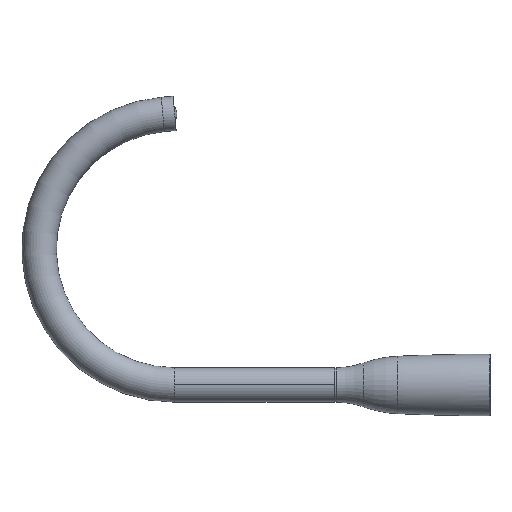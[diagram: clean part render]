
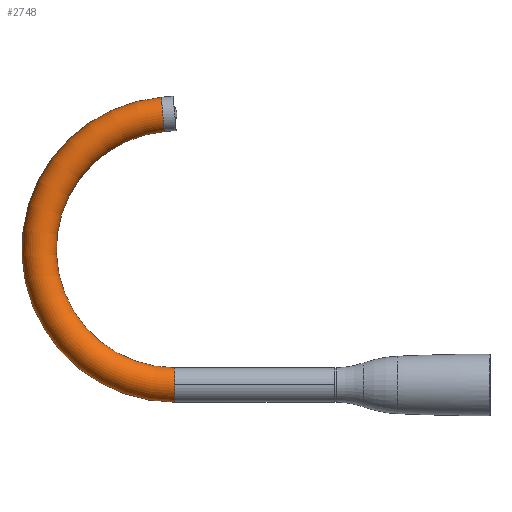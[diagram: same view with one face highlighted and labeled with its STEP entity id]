
A CAD part, left-side view. The second image highlights one B-rep face of the part: STEP entity #2748.
In plain terms, the highlighted toroidal (fillet/blend) face has major radius 110 mm and minor radius 14 mm.
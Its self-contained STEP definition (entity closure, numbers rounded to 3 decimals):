
#132 = CARTESIAN_POINT ( 'NONE',  ( 0., 130., 14. ) ) ;
#195 = EDGE_LOOP ( 'NONE', ( #628, #15182, #8346, #6114, #9344 ) ) ;
#275 = TOROIDAL_SURFACE ( 'NONE', #19228, 110., 14. ) ;
#536 = DIRECTION ( 'NONE',  ( 0., 0., 1. ) ) ;
#628 = ORIENTED_EDGE ( 'NONE', *, *, #6771, .F. ) ;
#1377 = AXIS2_PLACEMENT_3D ( 'NONE', #2581, #14848, #2471 ) ;
#1596 = EDGE_CURVE ( 'NONE', #4451, #10883, #9001, .T. ) ;
#2072 = VERTEX_POINT ( 'NONE', #132 ) ;
#2471 = DIRECTION ( 'NONE',  ( -1., 0., 0. ) ) ;
#2513 = AXIS2_PLACEMENT_3D ( 'NONE', #5246, #17313, #14259 ) ;
#2581 = CARTESIAN_POINT ( 'NONE',  ( 110., 130., 0. ) ) ;
#2748 = ADVANCED_FACE ( 'NONE', ( #6435 ), #275, .T. ) ;
#4161 = VERTEX_POINT ( 'NONE', #8277 ) ;
#4299 = CARTESIAN_POINT ( 'NONE',  ( 205.635, 138.367, 0. ) ) ;
#4451 = VERTEX_POINT ( 'NONE', #19393 ) ;
#5246 = CARTESIAN_POINT ( 'NONE',  ( 219.581, 139.587, 0. ) ) ;
#5324 = EDGE_CURVE ( 'NONE', #2072, #4451, #13628, .T. ) ;
#6114 = ORIENTED_EDGE ( 'NONE', *, *, #1596, .T. ) ;
#6435 = FACE_OUTER_BOUND ( 'NONE', #195, .T. ) ;
#6491 = CARTESIAN_POINT ( 'NONE',  ( 0., 130., 0. ) ) ;
#6771 = EDGE_CURVE ( 'NONE', #7586, #4161, #18444, .T. ) ;
#7586 = VERTEX_POINT ( 'NONE', #18883 ) ;
#7799 = DIRECTION ( 'NONE',  ( 0., 0., -1. ) ) ;
#8067 = DIRECTION ( 'NONE',  ( 0., 1., 0. ) ) ;
#8277 = CARTESIAN_POINT ( 'NONE',  ( 233.528, 140.807, 0. ) ) ;
#8346 = ORIENTED_EDGE ( 'NONE', *, *, #5324, .T. ) ;
#8556 = DIRECTION ( 'NONE',  ( -1., 0., 0. ) ) ;
#9001 = CIRCLE ( 'NONE', #9318, 96. ) ;
#9318 = AXIS2_PLACEMENT_3D ( 'NONE', #13202, #12907, #8556 ) ;
#9344 = ORIENTED_EDGE ( 'NONE', *, *, #17511, .F. ) ;
#10239 = DIRECTION ( 'NONE',  ( 0., 1., 0. ) ) ;
#10883 = VERTEX_POINT ( 'NONE', #4299 ) ;
#12585 = CIRCLE ( 'NONE', #19204, 14. ) ;
#12907 = DIRECTION ( 'NONE',  ( 0., 0., -1. ) ) ;
#13202 = CARTESIAN_POINT ( 'NONE',  ( 110., 130., 0. ) ) ;
#13320 = CARTESIAN_POINT ( 'NONE',  ( 0., 130., 0. ) ) ;
#13628 = CIRCLE ( 'NONE', #17106, 14. ) ;
#14240 = DIRECTION ( 'NONE',  ( -1., 0., 0. ) ) ;
#14259 = DIRECTION ( 'NONE',  ( 0., 0., 1. ) ) ;
#14725 = EDGE_CURVE ( 'NONE', #7586, #2072, #12585, .T. ) ;
#14848 = DIRECTION ( 'NONE',  ( 0., 0., -1. ) ) ;
#15182 = ORIENTED_EDGE ( 'NONE', *, *, #14725, .T. ) ;
#17106 = AXIS2_PLACEMENT_3D ( 'NONE', #6491, #8067, #536 ) ;
#17313 = DIRECTION ( 'NONE',  ( 0.087, -0.996, 0. ) ) ;
#17511 = EDGE_CURVE ( 'NONE', #4161, #10883, #19572, .T. ) ;
#18289 = CARTESIAN_POINT ( 'NONE',  ( 110., 130., 0. ) ) ;
#18444 = CIRCLE ( 'NONE', #1377, 124. ) ;
#18883 = CARTESIAN_POINT ( 'NONE',  ( -14., 130., 0. ) ) ;
#19204 = AXIS2_PLACEMENT_3D ( 'NONE', #13320, #10239, #19342 ) ;
#19228 = AXIS2_PLACEMENT_3D ( 'NONE', #18289, #7799, #14240 ) ;
#19342 = DIRECTION ( 'NONE',  ( 0., 0., 1. ) ) ;
#19393 = CARTESIAN_POINT ( 'NONE',  ( 14., 130., 0. ) ) ;
#19572 = CIRCLE ( 'NONE', #2513, 14. ) ;
